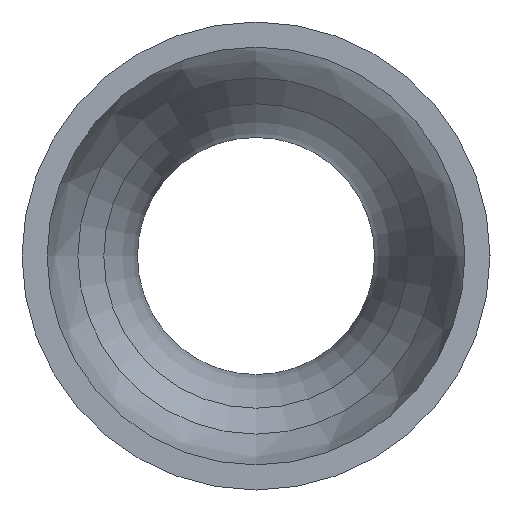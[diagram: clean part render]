
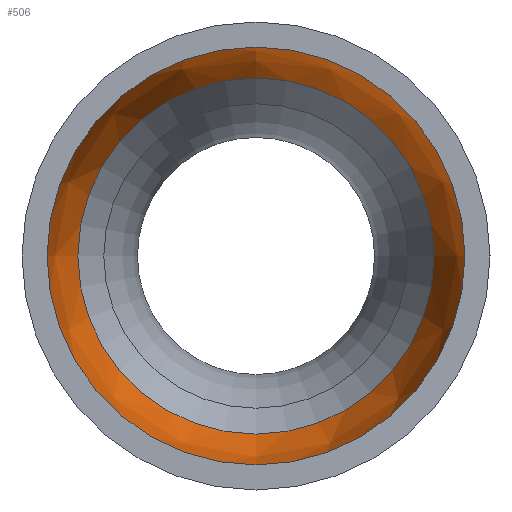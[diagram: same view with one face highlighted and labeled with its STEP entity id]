
A CAD part, left-side view. The second image highlights one B-rep face of the part: STEP entity #506.
In plain terms, the highlighted free-form (B-spline) face has degree [2, 2] with [3, 9] control points.
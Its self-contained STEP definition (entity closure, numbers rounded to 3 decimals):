
#14=(
BOUNDED_SURFACE()
B_SPLINE_SURFACE(2,2,((#889,#890,#891,#892,#893,#894,#895,#896,#897),(#898,
#899,#900,#901,#902,#903,#904,#905,#906),(#907,#908,#909,#910,#911,#912,
#913,#914,#915)),.UNSPECIFIED.,.F.,.T.,.F.)
B_SPLINE_SURFACE_WITH_KNOTS((3,3),(3,2,2,2,3),(0.,0.471),(-3.142,
-1.571,0.,1.571,3.142),.UNSPECIFIED.)
GEOMETRIC_REPRESENTATION_ITEM()
RATIONAL_B_SPLINE_SURFACE(((1.,0.707,1.,0.707,1.,
0.707,1.,0.707,1.),(0.972,0.688,
0.972,0.688,0.972,0.688,
0.972,0.688,0.972),(1.,0.707,
1.,0.707,1.,0.707,1.,0.707,1.)))
REPRESENTATION_ITEM('')
SURFACE()
);
#85=FACE_OUTER_BOUND('',#108,.T.);
#108=EDGE_LOOP('',(#380,#381,#382,#383,#384,#385));
#151=CIRCLE('',#576,10.658);
#152=CIRCLE('',#577,10.658);
#153=CIRCLE('',#578,16.9);
#154=CIRCLE('',#579,12.5);
#155=CIRCLE('',#580,12.5);
#215=VERTEX_POINT('',#884);
#216=VERTEX_POINT('',#886);
#217=VERTEX_POINT('',#916);
#218=VERTEX_POINT('',#918);
#280=EDGE_CURVE('',#216,#215,#151,.T.);
#281=EDGE_CURVE('',#215,#216,#152,.T.);
#282=EDGE_CURVE('',#215,#217,#153,.T.);
#283=EDGE_CURVE('',#218,#217,#154,.T.);
#284=EDGE_CURVE('',#217,#218,#155,.T.);
#380=ORIENTED_EDGE('',*,*,#280,.T.);
#381=ORIENTED_EDGE('',*,*,#282,.T.);
#382=ORIENTED_EDGE('',*,*,#283,.F.);
#383=ORIENTED_EDGE('',*,*,#284,.F.);
#384=ORIENTED_EDGE('',*,*,#282,.F.);
#385=ORIENTED_EDGE('',*,*,#281,.T.);
#506=ADVANCED_FACE('',(#85),#14,.T.);
#576=AXIS2_PLACEMENT_3D('',#887,#704,#705);
#577=AXIS2_PLACEMENT_3D('',#888,#706,#707);
#578=AXIS2_PLACEMENT_3D('',#917,#708,#709);
#579=AXIS2_PLACEMENT_3D('',#919,#710,#711);
#580=AXIS2_PLACEMENT_3D('',#920,#712,#713);
#704=DIRECTION('center_axis',(1.,0.,0.));
#705=DIRECTION('ref_axis',(0.,0.,-1.));
#706=DIRECTION('center_axis',(1.,0.,0.));
#707=DIRECTION('ref_axis',(0.,0.,-1.));
#708=DIRECTION('center_axis',(0.,-1.,0.));
#709=DIRECTION('ref_axis',(0.,0.,1.));
#710=DIRECTION('center_axis',(1.,0.,0.));
#711=DIRECTION('ref_axis',(0.,0.,-1.));
#712=DIRECTION('center_axis',(1.,0.,0.));
#713=DIRECTION('ref_axis',(0.,0.,-1.));
#884=CARTESIAN_POINT('',(-41.928,0.,10.658));
#886=CARTESIAN_POINT('',(-41.928,0.,-10.658));
#887=CARTESIAN_POINT('Origin',(-41.928,0.,0.));
#888=CARTESIAN_POINT('Origin',(-41.928,0.,0.));
#889=CARTESIAN_POINT('Ctrl Pts',(-49.6,0.,12.5));
#890=CARTESIAN_POINT('Ctrl Pts',(-49.6,-12.5,12.5));
#891=CARTESIAN_POINT('Ctrl Pts',(-49.6,-12.5,0.));
#892=CARTESIAN_POINT('Ctrl Pts',(-49.6,-12.5,-12.5));
#893=CARTESIAN_POINT('Ctrl Pts',(-49.6,0.,-12.5));
#894=CARTESIAN_POINT('Ctrl Pts',(-49.6,12.5,-12.5));
#895=CARTESIAN_POINT('Ctrl Pts',(-49.6,12.5,0.));
#896=CARTESIAN_POINT('Ctrl Pts',(-49.6,12.5,12.5));
#897=CARTESIAN_POINT('Ctrl Pts',(-49.6,0.,12.5));
#898=CARTESIAN_POINT('Ctrl Pts',(-45.543,0.,
12.5));
#899=CARTESIAN_POINT('Ctrl Pts',(-45.543,-12.5,12.5));
#900=CARTESIAN_POINT('Ctrl Pts',(-45.543,-12.5,0.));
#901=CARTESIAN_POINT('Ctrl Pts',(-45.543,-12.5,-12.5));
#902=CARTESIAN_POINT('Ctrl Pts',(-45.543,0.,
-12.5));
#903=CARTESIAN_POINT('Ctrl Pts',(-45.543,12.5,-12.5));
#904=CARTESIAN_POINT('Ctrl Pts',(-45.543,12.5,0.));
#905=CARTESIAN_POINT('Ctrl Pts',(-45.543,12.5,12.5));
#906=CARTESIAN_POINT('Ctrl Pts',(-45.543,0.,
12.5));
#907=CARTESIAN_POINT('Ctrl Pts',(-41.928,0.,
10.658));
#908=CARTESIAN_POINT('Ctrl Pts',(-41.928,-10.658,10.658));
#909=CARTESIAN_POINT('Ctrl Pts',(-41.928,-10.658,0.));
#910=CARTESIAN_POINT('Ctrl Pts',(-41.928,-10.658,-10.658));
#911=CARTESIAN_POINT('Ctrl Pts',(-41.928,0.,
-10.658));
#912=CARTESIAN_POINT('Ctrl Pts',(-41.928,10.658,-10.658));
#913=CARTESIAN_POINT('Ctrl Pts',(-41.928,10.658,0.));
#914=CARTESIAN_POINT('Ctrl Pts',(-41.928,10.658,10.658));
#915=CARTESIAN_POINT('Ctrl Pts',(-41.928,0.,
10.658));
#916=CARTESIAN_POINT('',(-49.6,0.,12.5));
#917=CARTESIAN_POINT('Origin',(-49.6,0.,-4.4));
#918=CARTESIAN_POINT('',(-49.6,0.,-12.5));
#919=CARTESIAN_POINT('Origin',(-49.6,0.,0.));
#920=CARTESIAN_POINT('Origin',(-49.6,0.,0.));
